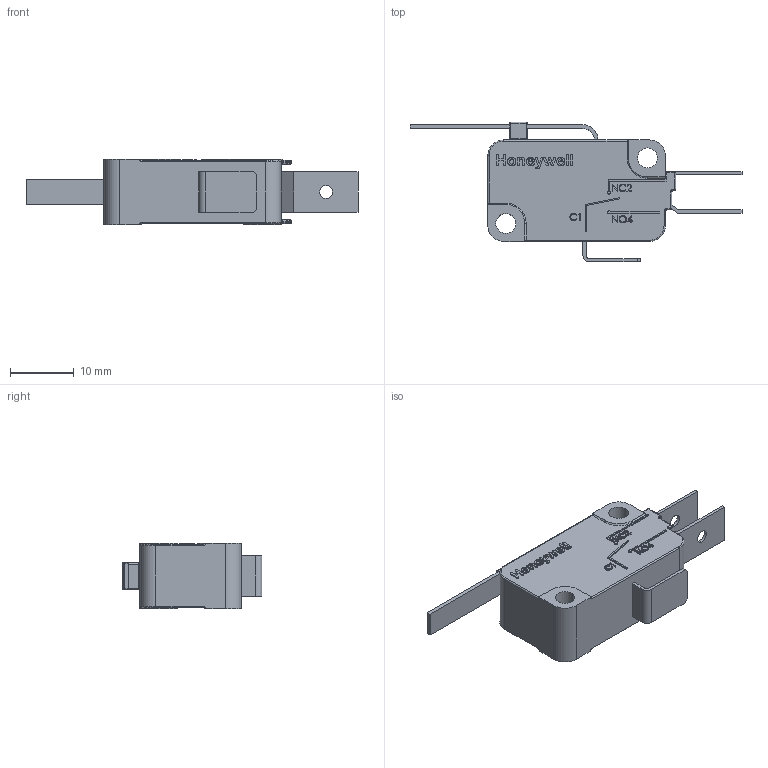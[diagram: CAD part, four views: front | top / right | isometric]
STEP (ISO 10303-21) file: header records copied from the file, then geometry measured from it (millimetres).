
FILE_DESCRIPTION (( 'STEP AP214' ), '1' );
FILE_NAME ('User Library-EL00003.STEP', '2016-11-07T16:01:19', ( 'Windows User' ), ( '' ), 'SwSTEP 2.0', 'SolidWorks 2016', '' );
FILE_SCHEMA (( 'AUTOMOTIVE_DESIGN' ));
Length unit declared in the file: millimetre
Products named in the file (1): User Library-EL00003
Bounding box: 51.98 x 21.9 x 10.3 mm (x, y, z)
Volume: 4413.2 mm3; surface area: 2702.9 mm2
Topology: 1 solids, 1 shells, 427 faces, 1113 edges, 700 vertices
Faces by surface type: plane 182, bspline 160, cylinder 85
Entity records: 19138 total; most frequent: CARTESIAN_POINT 9659, ORIENTED_EDGE 2194, DIRECTION 1543, EDGE_CURVE 1097, VERTEX_POINT 700, LINE 651, VECTOR 651, EDGE_LOOP 465
